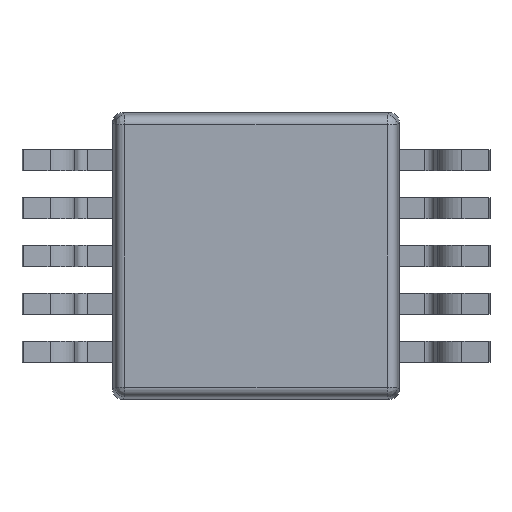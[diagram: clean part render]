
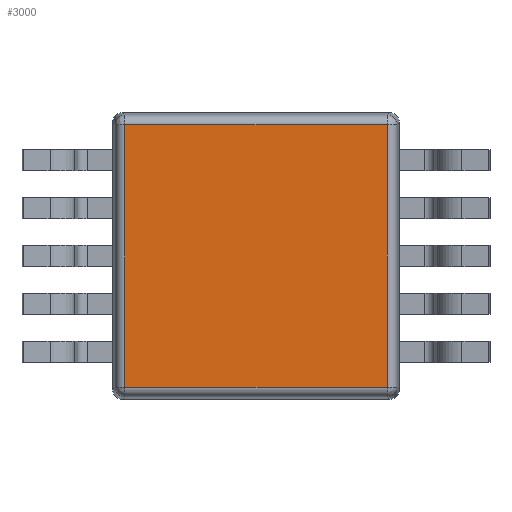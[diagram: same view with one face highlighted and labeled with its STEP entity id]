
A CAD part, front view. The second image highlights one B-rep face of the part: STEP entity #3000.
In plain terms, the highlighted planar face has unit normal (0, -1, 0).
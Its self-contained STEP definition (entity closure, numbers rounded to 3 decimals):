
#88 = CARTESIAN_POINT ( 'NONE',  ( -1.375, 0.15, 0. ) ) ;
#226 = DIRECTION ( 'NONE',  ( 0., 0., -1. ) ) ;
#322 = LINE ( 'NONE', #4468, #11196 ) ;
#501 = CARTESIAN_POINT ( 'NONE',  ( 1.375, 0.15, 1.375 ) ) ;
#1059 = DIRECTION ( 'NONE',  ( 1., 0., 0. ) ) ;
#1178 = EDGE_CURVE ( 'NONE', #9157, #11218, #5316, .T. ) ;
#1262 = AXIS2_PLACEMENT_3D ( 'NONE', #2902, #6351, #226 ) ;
#1650 = CARTESIAN_POINT ( 'NONE',  ( 0., 0.15, 1.375 ) ) ;
#1736 = CARTESIAN_POINT ( 'NONE',  ( 1.375, 0.15, -1.375 ) ) ;
#2418 = CARTESIAN_POINT ( 'NONE',  ( -1.375, 0.15, -1.375 ) ) ;
#2513 = LINE ( 'NONE', #1650, #5566 ) ;
#2820 = DIRECTION ( 'NONE',  ( 0., 0., 1. ) ) ;
#2902 = CARTESIAN_POINT ( 'NONE',  ( 0., 0.15, 0. ) ) ;
#3000 = ADVANCED_FACE ( 'NONE', ( #8003 ), #9718, .T. ) ;
#4468 = CARTESIAN_POINT ( 'NONE',  ( 0., 0.15, -1.375 ) ) ;
#4928 = ORIENTED_EDGE ( 'NONE', *, *, #9229, .T. ) ;
#5316 = LINE ( 'NONE', #88, #8023 ) ;
#5566 = VECTOR ( 'NONE', #6704, 1000. ) ;
#6122 = ORIENTED_EDGE ( 'NONE', *, *, #9699, .T. ) ;
#6323 = LINE ( 'NONE', #9807, #8026 ) ;
#6351 = DIRECTION ( 'NONE',  ( 0., -1., 0. ) ) ;
#6690 = ORIENTED_EDGE ( 'NONE', *, *, #1178, .T. ) ;
#6704 = DIRECTION ( 'NONE',  ( -1., 0., 0. ) ) ;
#6837 = CARTESIAN_POINT ( 'NONE',  ( -1.375, 0.15, 1.375 ) ) ;
#6918 = VERTEX_POINT ( 'NONE', #1736 ) ;
#7471 = VERTEX_POINT ( 'NONE', #501 ) ;
#8003 = FACE_OUTER_BOUND ( 'NONE', #9905, .T. ) ;
#8023 = VECTOR ( 'NONE', #8561, 1000. ) ;
#8026 = VECTOR ( 'NONE', #2820, 1000. ) ;
#8160 = ORIENTED_EDGE ( 'NONE', *, *, #11071, .T. ) ;
#8561 = DIRECTION ( 'NONE',  ( 0., 0., -1. ) ) ;
#9157 = VERTEX_POINT ( 'NONE', #6837 ) ;
#9229 = EDGE_CURVE ( 'NONE', #6918, #7471, #6323, .T. ) ;
#9699 = EDGE_CURVE ( 'NONE', #7471, #9157, #2513, .T. ) ;
#9718 = PLANE ( 'NONE',  #1262 ) ;
#9807 = CARTESIAN_POINT ( 'NONE',  ( 1.375, 0.15, 0. ) ) ;
#9905 = EDGE_LOOP ( 'NONE', ( #6690, #8160, #4928, #6122 ) ) ;
#11071 = EDGE_CURVE ( 'NONE', #11218, #6918, #322, .T. ) ;
#11196 = VECTOR ( 'NONE', #1059, 1000. ) ;
#11218 = VERTEX_POINT ( 'NONE', #2418 ) ;
